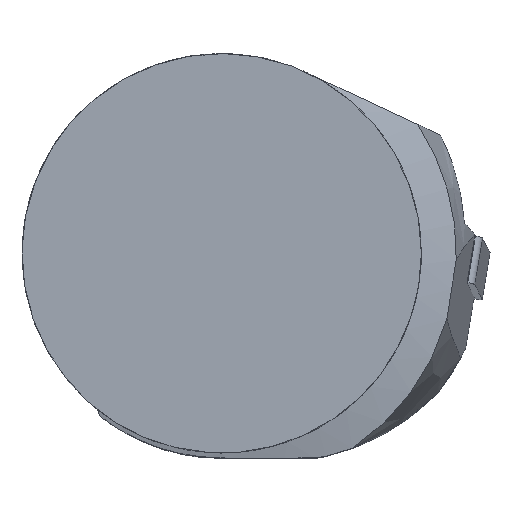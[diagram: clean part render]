
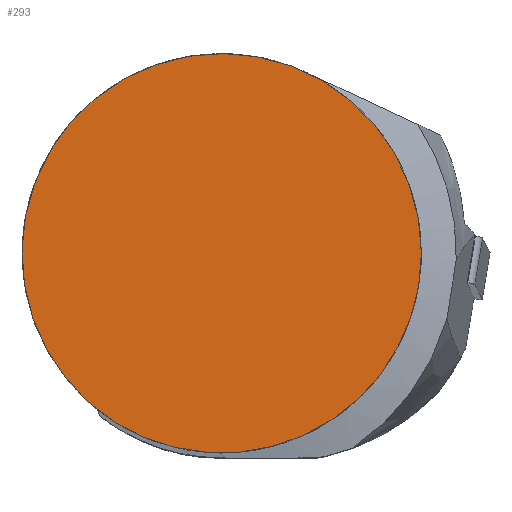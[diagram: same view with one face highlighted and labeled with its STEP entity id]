
A CAD part, top view. The second image highlights one B-rep face of the part: STEP entity #293.
In plain terms, the highlighted planar face has unit normal (0, 0, 1).
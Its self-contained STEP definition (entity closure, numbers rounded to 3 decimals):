
#157=PLANE('',#1635);
#220=FACE_OUTER_BOUND('',#422,.T.);
#293=ADVANCED_FACE('',(#220),#157,.T.);
#422=EDGE_LOOP('',(#1028));
#648=CIRCLE('',#1543,20.);
#1028=ORIENTED_EDGE('',*,*,#1226,.T.);
#1090=VERTEX_POINT('',#2080);
#1226=EDGE_CURVE('',#1090,#1090,#648,.T.);
#1543=AXIS2_PLACEMENT_3D('',#2079,#1680,#1681);
#1635=AXIS2_PLACEMENT_3D('',#2952,#1941,#1942);
#1680=DIRECTION('',(0.,0.,1.));
#1681=DIRECTION('',(1.,0.,0.));
#1941=DIRECTION('',(0.,0.,1.));
#1942=DIRECTION('',(1.,0.,0.));
#2079=CARTESIAN_POINT('',(0.,0.,0.));
#2080=CARTESIAN_POINT('',(20.,0.,0.));
#2952=CARTESIAN_POINT('',(0.,0.,0.));
